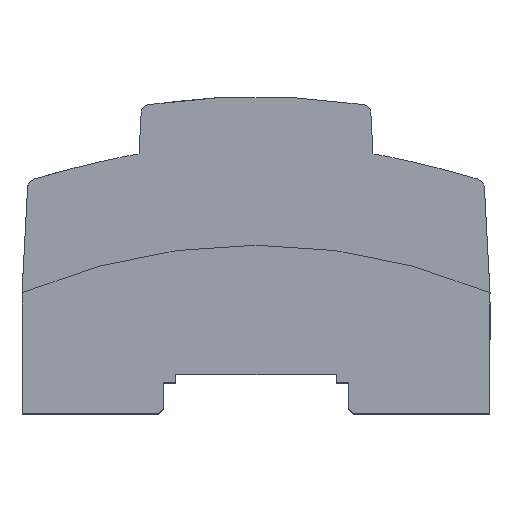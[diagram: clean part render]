
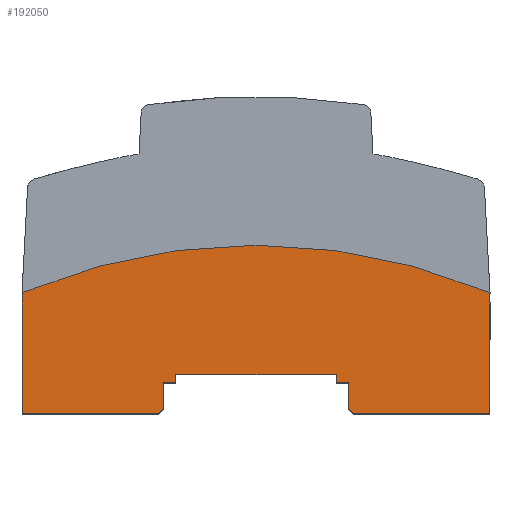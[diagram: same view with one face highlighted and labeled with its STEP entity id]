
A CAD part, top view. The second image highlights one B-rep face of the part: STEP entity #192050.
In plain terms, the highlighted planar face has unit normal (0, 0, 1).
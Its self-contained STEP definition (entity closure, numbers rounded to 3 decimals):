
#39300=CARTESIAN_POINT('',(0.,0.,
26.3));
#39310=DIRECTION('',(-1.,0.,0.));
#39320=VECTOR('',#39310,1.);
#39330=LINE('',#39300,#39320);
#39340=CARTESIAN_POINT('',(45.,0.,
26.3));
#39350=VERTEX_POINT('',#39340);
#39360=CARTESIAN_POINT('',(18.8,0.,
26.3));
#39370=VERTEX_POINT('',#39360);
#39380=EDGE_CURVE('',#39350,#39370,#39330,.T.);
#52050=CARTESIAN_POINT('',(-45.,23.25,
26.3));
#52060=VERTEX_POINT('',#52050);
#104900=CARTESIAN_POINT('',(45.,23.25,
26.3));
#104910=VERTEX_POINT('',#104900);
#104940=CARTESIAN_POINT('',(44.488,23.466,
26.3));
#104950=CARTESIAN_POINT('',(44.617,23.412,
26.3));
#104960=CARTESIAN_POINT('',(44.742,23.359,
26.3));
#104970=CARTESIAN_POINT('',(44.889,23.297,
26.3));
#104980=CARTESIAN_POINT('',(44.929,23.28,
26.3));
#104990=CARTESIAN_POINT('',(44.985,23.256,
26.3));
#105000=CARTESIAN_POINT('',(44.992,23.253,
26.3));
#105010=CARTESIAN_POINT('',(45.,23.25,
26.3));
#105020=B_SPLINE_CURVE_WITH_KNOTS('',3,(#104940,#104950,#104960,#104970,
#104980,#104990,#105000,#105010),.UNSPECIFIED.,.F.,.F.,(4,2,2,4),(
0.,0.,0.001,
0.001),.UNSPECIFIED.);
#105030=CARTESIAN_POINT('',(44.488,23.466,
26.3));
#105040=VERTEX_POINT('',#105030);
#105050=EDGE_CURVE('',#105040,#104910,#105020,.T.);
#105070=CARTESIAN_POINT('',(0.,-82.58,
26.3));
#105080=DIRECTION('',(0.,0.,1.));
#105090=DIRECTION('',(1.,0.,0.));
#105100=AXIS2_PLACEMENT_3D('',#105070,#105080,#105090);
#105110=CIRCLE('',#105100,115.);
#105120=CARTESIAN_POINT('',(-44.488,23.466,
26.3));
#105130=VERTEX_POINT('',#105120);
#105140=EDGE_CURVE('',#105040,#105130,#105110,.T.);
#105160=CARTESIAN_POINT('',(-45.,23.25,
26.3));
#105170=CARTESIAN_POINT('',(-44.969,23.263,
26.3));
#105180=CARTESIAN_POINT('',(-44.937,23.277,
26.3));
#105190=CARTESIAN_POINT('',(-44.744,23.359,
26.3));
#105200=CARTESIAN_POINT('',(-44.616,23.412,
26.3));
#105210=CARTESIAN_POINT('',(-44.488,23.466,
26.3));
#105220=B_SPLINE_CURVE_WITH_KNOTS('',3,(#105160,#105170,#105180,#105190,
#105200,#105210),.UNSPECIFIED.,.F.,.F.,(4,2,4),(0.,
0.,0.001),.UNSPECIFIED.);
#105230=EDGE_CURVE('',#52060,#105130,#105220,.T.);
#164420=CARTESIAN_POINT('',(-9.4,9.4,
26.3));
#164430=DIRECTION('',(-0.707,-0.707,
0.));
#164440=VECTOR('',#164430,1.);
#164450=LINE('',#164420,#164440);
#164460=CARTESIAN_POINT('',(-17.8,1.,
26.3));
#164470=VERTEX_POINT('',#164460);
#164480=CARTESIAN_POINT('',(-18.8,0.,
26.3));
#164490=VERTEX_POINT('',#164480);
#164500=EDGE_CURVE('',#164470,#164490,#164450,.T.);
#164810=CARTESIAN_POINT('',(-45.,0.,26.3));
#164820=DIRECTION('',(0.,1.,0.));
#164830=VECTOR('',#164820,1.);
#164840=LINE('',#164810,#164830);
#164850=CARTESIAN_POINT('',(-45.,0.,26.3)
);
#164860=VERTEX_POINT('',#164850);
#164870=EDGE_CURVE('',#164860,#52060,#164840,.T.);
#190750=CARTESIAN_POINT('',(-17.8,0.,
26.3));
#190760=DIRECTION('',(1.,0.,0.));
#190770=VECTOR('',#190760,1.);
#190780=LINE('',#190750,#190770);
#190790=EDGE_CURVE('',#164860,#164490,#190780,.T.);
#190990=CARTESIAN_POINT('',(-15.4,7.6,
26.3));
#191000=DIRECTION('',(0.,-1.,-0.));
#191010=VECTOR('',#191000,1.);
#191020=LINE('',#190990,#191010);
#191030=CARTESIAN_POINT('',(-15.4,7.6,
26.3));
#191040=VERTEX_POINT('',#191030);
#191050=CARTESIAN_POINT('',(-15.4,6.,
26.3));
#191060=VERTEX_POINT('',#191050);
#191070=EDGE_CURVE('',#191040,#191060,#191020,.T.);
#191320=CARTESIAN_POINT('',(0.,20.01,
26.3));
#191330=DIRECTION('',(0.,0.,1.));
#191340=DIRECTION('',(1.,0.,0.));
#191350=AXIS2_PLACEMENT_3D('',#191320,#191330,#191340);
#191360=PLANE('',#191350);
#191370=ORIENTED_EDGE('',*,*,#105230,.F.);
#191380=ORIENTED_EDGE('',*,*,#105140,.T.);
#191390=ORIENTED_EDGE('',*,*,#105050,.F.);
#191400=CARTESIAN_POINT('',(45.,0.,
26.3));
#191410=DIRECTION('',(0.,1.,0.));
#191420=VECTOR('',#191410,1.);
#191430=LINE('',#191400,#191420);
#191440=EDGE_CURVE('',#39350,#104910,#191430,.T.);
#191450=ORIENTED_EDGE('',*,*,#191440,.T.);
#191460=ORIENTED_EDGE('',*,*,#39380,.F.);
#191470=CARTESIAN_POINT('',(9.4,9.4,
26.3));
#191480=DIRECTION('',(-0.707,0.707,
0.));
#191490=VECTOR('',#191480,1.);
#191500=LINE('',#191470,#191490);
#191510=CARTESIAN_POINT('',(17.8,1.,
26.3));
#191520=VERTEX_POINT('',#191510);
#191530=EDGE_CURVE('',#39370,#191520,#191500,.T.);
#191540=ORIENTED_EDGE('',*,*,#191530,.F.);
#191550=CARTESIAN_POINT('',(17.8,0.,
26.3));
#191560=DIRECTION('',(0.,-1.,-0.));
#191570=VECTOR('',#191560,1.);
#191580=LINE('',#191550,#191570);
#191590=CARTESIAN_POINT('',(17.8,6.,
26.3));
#191600=VERTEX_POINT('',#191590);
#191610=EDGE_CURVE('',#191600,#191520,#191580,.T.);
#191620=ORIENTED_EDGE('',*,*,#191610,.T.);
#191630=CARTESIAN_POINT('',(0.,6.,
26.3));
#191640=DIRECTION('',(-1.,0.,0.));
#191650=VECTOR('',#191640,1.);
#191660=LINE('',#191630,#191650);
#191670=CARTESIAN_POINT('',(15.4,6.,
26.3));
#191680=VERTEX_POINT('',#191670);
#191690=EDGE_CURVE('',#191600,#191680,#191660,.T.);
#191700=ORIENTED_EDGE('',*,*,#191690,.F.);
#191710=CARTESIAN_POINT('',(15.4,6.,
26.3));
#191720=DIRECTION('',(0.,1.,0.));
#191730=VECTOR('',#191720,1.);
#191740=LINE('',#191710,#191730);
#191750=CARTESIAN_POINT('',(15.4,7.6,
26.3));
#191760=VERTEX_POINT('',#191750);
#191770=EDGE_CURVE('',#191680,#191760,#191740,.T.);
#191780=ORIENTED_EDGE('',*,*,#191770,.F.);
#191790=CARTESIAN_POINT('',(17.8,7.6,
26.3));
#191800=DIRECTION('',(1.,0.,0.));
#191810=VECTOR('',#191800,1.);
#191820=LINE('',#191790,#191810);
#191830=EDGE_CURVE('',#191040,#191760,#191820,.T.);
#191840=ORIENTED_EDGE('',*,*,#191830,.T.);
#191850=ORIENTED_EDGE('',*,*,#191070,.F.);
#191860=CARTESIAN_POINT('',(0.,6.,
26.3));
#191870=DIRECTION('',(-1.,0.,0.));
#191880=VECTOR('',#191870,1.);
#191890=LINE('',#191860,#191880);
#191900=CARTESIAN_POINT('',(-17.8,6.,
26.3));
#191910=VERTEX_POINT('',#191900);
#191920=EDGE_CURVE('',#191060,#191910,#191890,.T.);
#191930=ORIENTED_EDGE('',*,*,#191920,.F.);
#191940=CARTESIAN_POINT('',(-17.8,0.,
26.3));
#191950=DIRECTION('',(0.,-1.,-0.));
#191960=VECTOR('',#191950,1.);
#191970=LINE('',#191940,#191960);
#191980=EDGE_CURVE('',#191910,#164470,#191970,.T.);
#191990=ORIENTED_EDGE('',*,*,#191980,.F.);
#192000=ORIENTED_EDGE('',*,*,#164500,.F.);
#192010=ORIENTED_EDGE('',*,*,#190790,.T.);
#192020=ORIENTED_EDGE('',*,*,#164870,.F.);
#192030=EDGE_LOOP('',(#192020,#192010,#192000,#191990,#191930,#191850,
#191840,#191780,#191700,#191620,#191540,#191460,#191450,#191390,#191380,
#191370));
#192040=FACE_OUTER_BOUND('',#192030,.T.);
#192050=ADVANCED_FACE('',(#192040),#191360,.T.);
